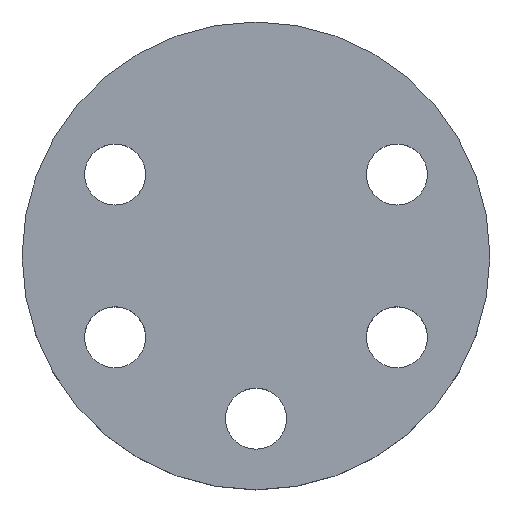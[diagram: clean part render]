
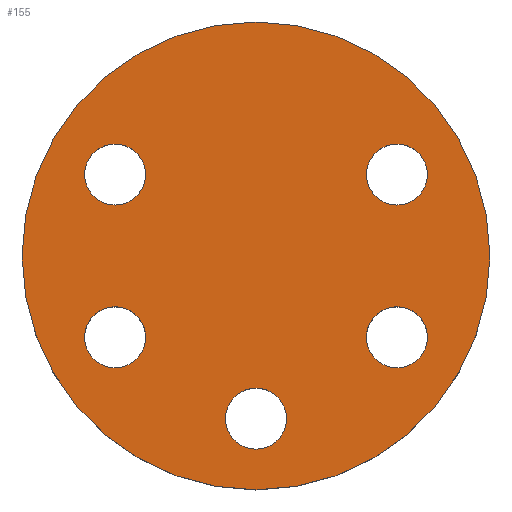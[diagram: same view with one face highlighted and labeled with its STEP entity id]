
A CAD part, top view. The second image highlights one B-rep face of the part: STEP entity #155.
In plain terms, the highlighted planar face has unit normal (0, 0, 1).
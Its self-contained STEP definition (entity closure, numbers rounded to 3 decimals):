
#15=FACE_BOUND('',#42,.T.);
#16=FACE_BOUND('',#43,.T.);
#17=FACE_BOUND('',#44,.T.);
#18=FACE_BOUND('',#45,.T.);
#19=FACE_BOUND('',#46,.T.);
#25=PLANE('',#198);
#33=FACE_OUTER_BOUND('',#41,.T.);
#41=EDGE_LOOP('',(#131));
#42=EDGE_LOOP('',(#132));
#43=EDGE_LOOP('',(#133));
#44=EDGE_LOOP('',(#134));
#45=EDGE_LOOP('',(#135));
#46=EDGE_LOOP('',(#136));
#65=CIRCLE('',#181,1.5);
#67=CIRCLE('',#184,1.5);
#69=CIRCLE('',#187,1.5);
#71=CIRCLE('',#190,1.5);
#73=CIRCLE('',#193,1.5);
#75=CIRCLE('',#196,11.5);
#77=VERTEX_POINT('',#250);
#79=VERTEX_POINT('',#256);
#81=VERTEX_POINT('',#262);
#83=VERTEX_POINT('',#268);
#85=VERTEX_POINT('',#274);
#87=VERTEX_POINT('',#280);
#89=EDGE_CURVE('',#77,#77,#65,.T.);
#92=EDGE_CURVE('',#79,#79,#67,.T.);
#95=EDGE_CURVE('',#81,#81,#69,.T.);
#98=EDGE_CURVE('',#83,#83,#71,.T.);
#101=EDGE_CURVE('',#85,#85,#73,.T.);
#104=EDGE_CURVE('',#87,#87,#75,.T.);
#131=ORIENTED_EDGE('',*,*,#104,.T.);
#132=ORIENTED_EDGE('',*,*,#101,.T.);
#133=ORIENTED_EDGE('',*,*,#98,.T.);
#134=ORIENTED_EDGE('',*,*,#95,.T.);
#135=ORIENTED_EDGE('',*,*,#92,.T.);
#136=ORIENTED_EDGE('',*,*,#89,.T.);
#155=ADVANCED_FACE('',(#33,#15,#16,#17,#18,#19),#25,.T.);
#181=AXIS2_PLACEMENT_3D('',#251,#204,#205);
#184=AXIS2_PLACEMENT_3D('',#257,#211,#212);
#187=AXIS2_PLACEMENT_3D('',#263,#218,#219);
#190=AXIS2_PLACEMENT_3D('',#269,#225,#226);
#193=AXIS2_PLACEMENT_3D('',#275,#232,#233);
#196=AXIS2_PLACEMENT_3D('',#281,#239,#240);
#198=AXIS2_PLACEMENT_3D('',#285,#244,#245);
#204=DIRECTION('center_axis',(0.,0.,-1.));
#205=DIRECTION('ref_axis',(-1.,0.,0.));
#211=DIRECTION('center_axis',(0.,0.,-1.));
#212=DIRECTION('ref_axis',(-1.,0.,0.));
#218=DIRECTION('center_axis',(0.,0.,-1.));
#219=DIRECTION('ref_axis',(-1.,0.,0.));
#225=DIRECTION('center_axis',(0.,0.,-1.));
#226=DIRECTION('ref_axis',(-1.,0.,0.));
#232=DIRECTION('center_axis',(0.,0.,-1.));
#233=DIRECTION('ref_axis',(-1.,0.,0.));
#239=DIRECTION('center_axis',(0.,0.,1.));
#240=DIRECTION('ref_axis',(1.,0.,0.));
#244=DIRECTION('center_axis',(0.,0.,1.));
#245=DIRECTION('ref_axis',(1.,0.,0.));
#250=CARTESIAN_POINT('',(-5.619,4.473,4.));
#251=CARTESIAN_POINT('Origin',(-7.119,4.473,4.));
#256=CARTESIAN_POINT('',(-5.619,-3.527,4.));
#257=CARTESIAN_POINT('Origin',(-7.119,-3.527,4.));
#262=CARTESIAN_POINT('',(1.31,-7.527,4.));
#263=CARTESIAN_POINT('Origin',(-0.19,-7.527,4.));
#268=CARTESIAN_POINT('',(8.238,-3.527,4.));
#269=CARTESIAN_POINT('Origin',(6.738,-3.527,4.));
#274=CARTESIAN_POINT('',(8.238,4.473,4.));
#275=CARTESIAN_POINT('Origin',(6.738,4.473,4.));
#280=CARTESIAN_POINT('',(-11.69,0.473,4.));
#281=CARTESIAN_POINT('Origin',(-0.19,0.473,4.));
#285=CARTESIAN_POINT('Origin',(-0.19,0.473,4.));
